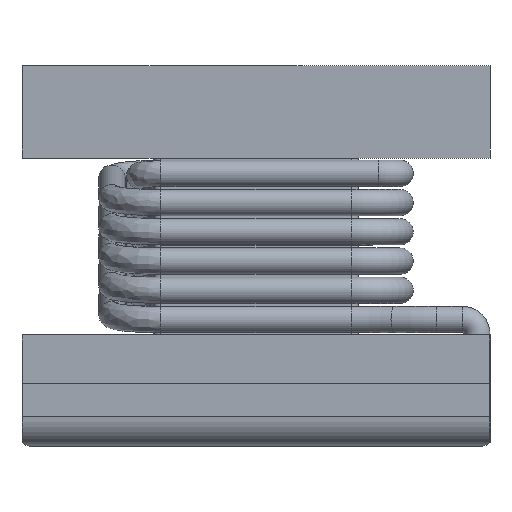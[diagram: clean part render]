
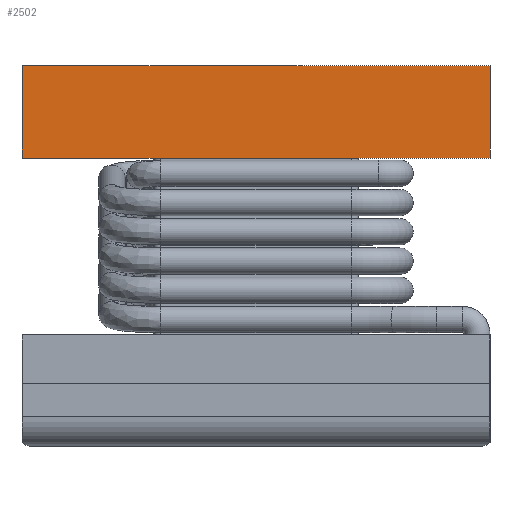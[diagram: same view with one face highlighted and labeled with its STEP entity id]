
A CAD part, left-side view. The second image highlights one B-rep face of the part: STEP entity #2502.
In plain terms, the highlighted planar face has unit normal (-1, 0, 0).
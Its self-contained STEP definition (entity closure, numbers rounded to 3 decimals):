
#2317 = VERTEX_POINT('',#2318);
#2318 = CARTESIAN_POINT('',(-1.8,-1.6,1.21));
#2324 = EDGE_CURVE('',#2317,#2325,#2327,.T.);
#2325 = VERTEX_POINT('',#2326);
#2326 = CARTESIAN_POINT('',(-1.8,1.6,1.21));
#2327 = LINE('',#2328,#2329);
#2328 = CARTESIAN_POINT('',(-1.8,-1.6,1.21));
#2329 = VECTOR('',#2330,1.);
#2330 = DIRECTION('',(0.,1.,0.));
#2485 = VERTEX_POINT('',#2486);
#2486 = CARTESIAN_POINT('',(-1.8,-1.6,1.84));
#2492 = EDGE_CURVE('',#2485,#2317,#2493,.T.);
#2493 = LINE('',#2494,#2495);
#2494 = CARTESIAN_POINT('',(-1.8,-1.6,1.84));
#2495 = VECTOR('',#2496,1.);
#2496 = DIRECTION('',(0.,0.,-1.));
#2502 = ADVANCED_FACE('',(#2503),#2521,.T.);
#2503 = FACE_BOUND('',#2504,.T.);
#2504 = EDGE_LOOP('',(#2505,#2506,#2507,#2515));
#2505 = ORIENTED_EDGE('',*,*,#2324,.F.);
#2506 = ORIENTED_EDGE('',*,*,#2492,.F.);
#2507 = ORIENTED_EDGE('',*,*,#2508,.T.);
#2508 = EDGE_CURVE('',#2485,#2509,#2511,.T.);
#2509 = VERTEX_POINT('',#2510);
#2510 = CARTESIAN_POINT('',(-1.8,1.6,1.84));
#2511 = LINE('',#2512,#2513);
#2512 = CARTESIAN_POINT('',(-1.8,-1.6,1.84));
#2513 = VECTOR('',#2514,1.);
#2514 = DIRECTION('',(0.,1.,0.));
#2515 = ORIENTED_EDGE('',*,*,#2516,.T.);
#2516 = EDGE_CURVE('',#2509,#2325,#2517,.T.);
#2517 = LINE('',#2518,#2519);
#2518 = CARTESIAN_POINT('',(-1.8,1.6,1.84));
#2519 = VECTOR('',#2520,1.);
#2520 = DIRECTION('',(0.,0.,-1.));
#2521 = PLANE('',#2522);
#2522 = AXIS2_PLACEMENT_3D('',#2523,#2524,#2525);
#2523 = CARTESIAN_POINT('',(-1.8,-1.6,1.84));
#2524 = DIRECTION('',(-1.,0.,0.));
#2525 = DIRECTION('',(0.,0.,1.));
